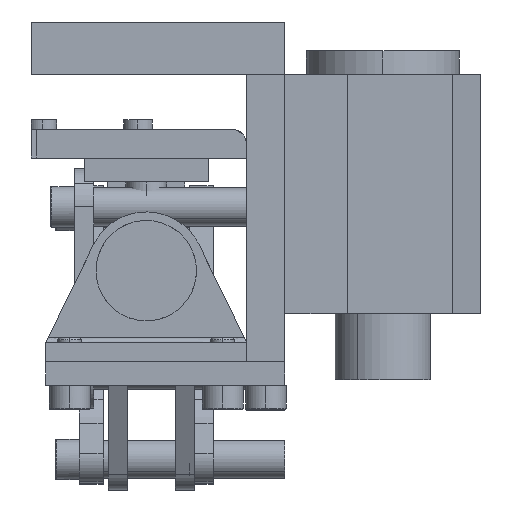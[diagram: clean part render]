
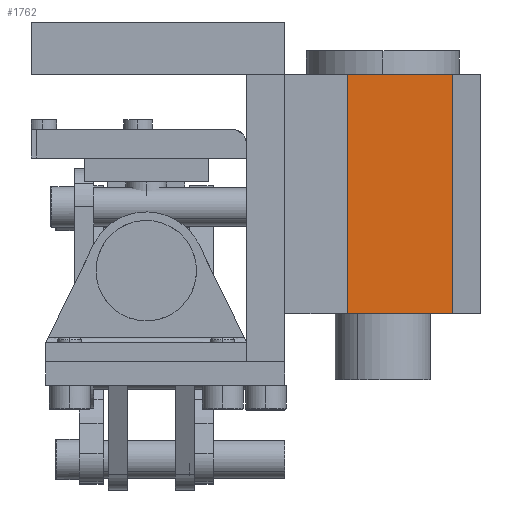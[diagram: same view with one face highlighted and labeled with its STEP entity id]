
A CAD part, left-side view. The second image highlights one B-rep face of the part: STEP entity #1762.
In plain terms, the highlighted free-form (B-spline) face has degree [1, 1] with [2, 2] control points.
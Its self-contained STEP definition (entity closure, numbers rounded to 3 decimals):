
#1731 = VERTEX_POINT('',#1732);
#1732 = CARTESIAN_POINT('',(-8.579,126.623,-380.038)
  );
#1739 = EDGE_CURVE('',#1740,#1731,#1742,.T.);
#1740 = VERTEX_POINT('',#1741);
#1741 = CARTESIAN_POINT('',(-8.579,126.623,-332.755)
  );
#1742 = B_SPLINE_CURVE_WITH_KNOTS('',1,(#1743,#1744),.UNSPECIFIED.,.F.,
  .F.,(2,2),(-0.,50.),.PIECEWISE_BEZIER_KNOTS.);
#1743 = CARTESIAN_POINT('',(-8.579,126.623,-332.755)
  );
#1744 = CARTESIAN_POINT('',(-8.579,126.623,-380.038)
  );
#1762 = ADVANCED_FACE('',(#1763),#1785,.T.);
#1763 = FACE_BOUND('',#1764,.T.);
#1764 = EDGE_LOOP('',(#1765,#1772,#1779,#1784));
#1765 = ORIENTED_EDGE('',*,*,#1766,.F.);
#1766 = EDGE_CURVE('',#1767,#1731,#1769,.T.);
#1767 = VERTEX_POINT('',#1768);
#1768 = CARTESIAN_POINT('',(-8.579,105.819,
    -380.038));
#1769 = B_SPLINE_CURVE_WITH_KNOTS('',1,(#1770,#1771),.UNSPECIFIED.,.F.,
  .F.,(2,2),(-14.5,7.5),.PIECEWISE_BEZIER_KNOTS.);
#1770 = CARTESIAN_POINT('',(-8.579,105.819,
    -380.038));
#1771 = CARTESIAN_POINT('',(-8.579,126.623,-380.038)
  );
#1772 = ORIENTED_EDGE('',*,*,#1773,.F.);
#1773 = EDGE_CURVE('',#1774,#1767,#1776,.T.);
#1774 = VERTEX_POINT('',#1775);
#1775 = CARTESIAN_POINT('',(-8.579,105.819,
    -332.755));
#1776 = B_SPLINE_CURVE_WITH_KNOTS('',1,(#1777,#1778),.UNSPECIFIED.,.F.,
  .F.,(2,2),(-0.,50.),.PIECEWISE_BEZIER_KNOTS.);
#1777 = CARTESIAN_POINT('',(-8.579,105.819,
    -332.755));
#1778 = CARTESIAN_POINT('',(-8.579,105.819,
    -380.038));
#1779 = ORIENTED_EDGE('',*,*,#1780,.T.);
#1780 = EDGE_CURVE('',#1774,#1740,#1781,.T.);
#1781 = B_SPLINE_CURVE_WITH_KNOTS('',1,(#1782,#1783),.UNSPECIFIED.,.F.,
  .F.,(2,2),(-14.5,7.5),.PIECEWISE_BEZIER_KNOTS.);
#1782 = CARTESIAN_POINT('',(-8.579,105.819,
    -332.755));
#1783 = CARTESIAN_POINT('',(-8.579,126.623,-332.755)
  );
#1784 = ORIENTED_EDGE('',*,*,#1739,.T.);
#1785 = B_SPLINE_SURFACE_WITH_KNOTS('',1,1,(
    (#1786,#1787)
    ,(#1788,#1789
    )),.UNSPECIFIED.,.F.,.F.,.F.,(2,2),(2,2),(-7.5,14.5),(-50.,0.),
  .PIECEWISE_BEZIER_KNOTS.);
#1786 = CARTESIAN_POINT('',(-8.579,126.623,-380.038)
  );
#1787 = CARTESIAN_POINT('',(-8.579,126.623,-332.755)
  );
#1788 = CARTESIAN_POINT('',(-8.579,105.819,
    -380.038));
#1789 = CARTESIAN_POINT('',(-8.579,105.819,
    -332.755));
